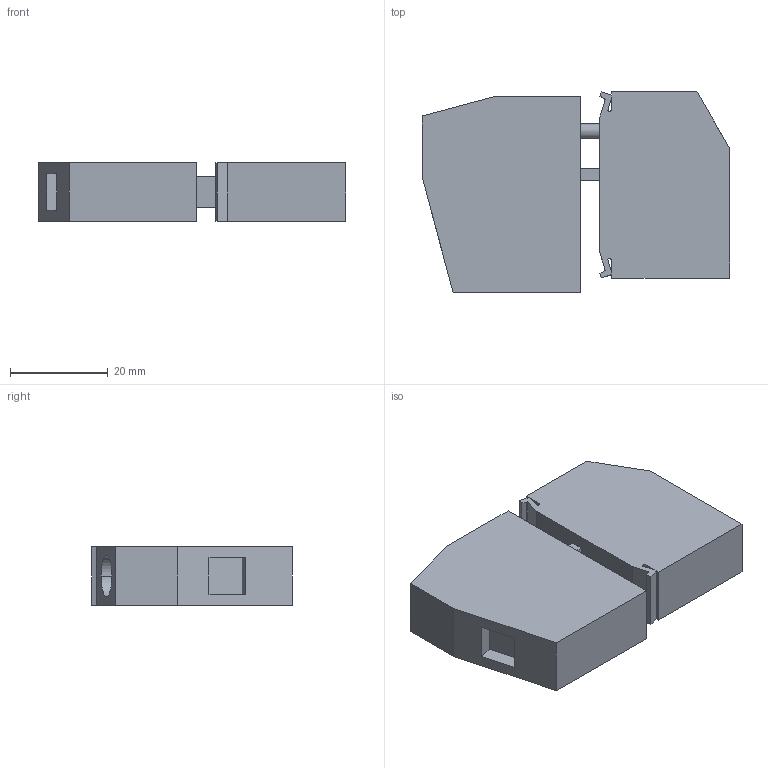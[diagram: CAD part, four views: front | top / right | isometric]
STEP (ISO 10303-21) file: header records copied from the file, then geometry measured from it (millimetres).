
FILE_DESCRIPTION(('SolidDesigner STEP Export'),'2;1');
FILE_NAME('0717377_hdfk16Z_select.stp','2008-10-21T10:39:04',(''),(''),'OneSpace Designer STEP processor for AP214 (Solid Model)','OneSpace Designer 14.50 18-Oct-2006 (C) CoCreate Software GmbH','');
FILE_SCHEMA(('AUTOMOTIVE_DESIGN { 1 0 10303 214 1 1 1 1 }'));
Length unit declared in the file: millimetre
Products named in the file (2): 0717377_hdfk16Z_select
Assembly tree (1 placements, depth 2):
  0717377_hdfk16Z_select
    0717377_hdfk16Z_select
Bounding box: 62.8 x 41 x 12 mm (x, y, z)
Volume: 24790.8 mm3; surface area: 8279.9 mm2
Topology: 1 solids, 1 shells, 100 faces, 271 edges, 181 vertices
Faces by surface type: plane 77, cylinder 23
Entity records: 3052 total; most frequent: ORIENTED_EDGE 542, CARTESIAN_POINT 527, DIRECTION 468, EDGE_CURVE 271, VECTOR 224, LINE 224, VERTEX_POINT 181, AXIS2_PLACEMENT_3D 122
